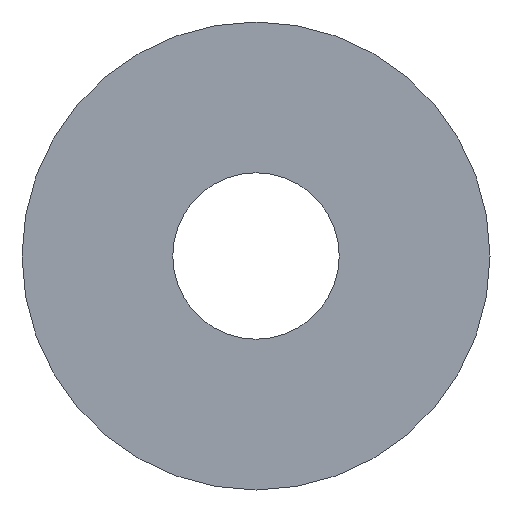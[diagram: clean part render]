
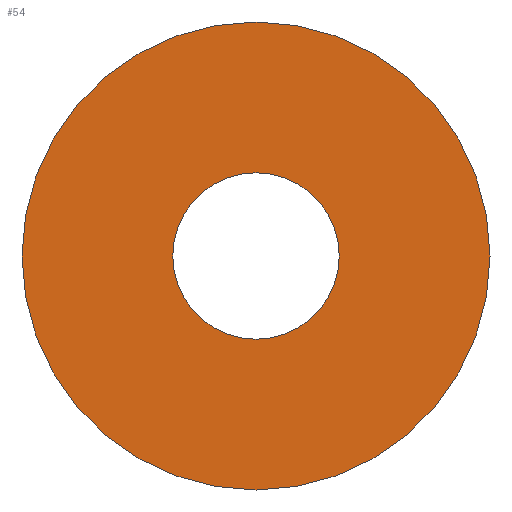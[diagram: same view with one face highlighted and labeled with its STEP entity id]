
A CAD part, left-side view. The second image highlights one B-rep face of the part: STEP entity #54.
In plain terms, the highlighted planar face has unit normal (-1, 0, 0).
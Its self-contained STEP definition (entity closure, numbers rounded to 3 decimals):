
#2 = CARTESIAN_POINT ( 'NONE',  ( 0., 0., -3.2 ) ) ;
#4 = EDGE_LOOP ( 'NONE', ( #89, #20 ) ) ;
#8 = CARTESIAN_POINT ( 'NONE',  ( 0., 0., 0. ) ) ;
#16 = EDGE_CURVE ( 'NONE', #149, #56, #79, .T. ) ;
#20 = ORIENTED_EDGE ( 'NONE', *, *, #129, .T. ) ;
#22 = AXIS2_PLACEMENT_3D ( 'NONE', #8, #188, #116 ) ;
#31 = DIRECTION ( 'NONE',  ( 0., 0., 1. ) ) ;
#34 = PLANE ( 'NONE',  #146 ) ;
#35 = FACE_OUTER_BOUND ( 'NONE', #4, .T. ) ;
#37 = CARTESIAN_POINT ( 'NONE',  ( 0., 0., 0. ) ) ;
#54 = ADVANCED_FACE ( 'NONE', ( #94, #35 ), #34, .T. ) ;
#56 = VERTEX_POINT ( 'NONE', #179 ) ;
#59 = CIRCLE ( 'NONE', #102, 3.2 ) ;
#65 = AXIS2_PLACEMENT_3D ( 'NONE', #166, #70, #186 ) ;
#68 = AXIS2_PLACEMENT_3D ( 'NONE', #138, #86, #194 ) ;
#70 = DIRECTION ( 'NONE',  ( -1., 0., 0. ) ) ;
#79 = CIRCLE ( 'NONE', #22, 9. ) ;
#84 = ORIENTED_EDGE ( 'NONE', *, *, #145, .T. ) ;
#86 = DIRECTION ( 'NONE',  ( 1., 0., 0. ) ) ;
#89 = ORIENTED_EDGE ( 'NONE', *, *, #16, .T. ) ;
#90 = DIRECTION ( 'NONE',  ( 1., 0., 0. ) ) ;
#94 = FACE_BOUND ( 'NONE', #165, .T. ) ;
#101 = CARTESIAN_POINT ( 'NONE',  ( 0., 0., 0. ) ) ;
#102 = AXIS2_PLACEMENT_3D ( 'NONE', #101, #90, #198 ) ;
#116 = DIRECTION ( 'NONE',  ( 0., 0., -1. ) ) ;
#120 = CIRCLE ( 'NONE', #68, 3.2 ) ;
#125 = ORIENTED_EDGE ( 'NONE', *, *, #211, .T. ) ;
#129 = EDGE_CURVE ( 'NONE', #56, #149, #193, .T. ) ;
#138 = CARTESIAN_POINT ( 'NONE',  ( 0., 0., 0. ) ) ;
#145 = EDGE_CURVE ( 'NONE', #154, #208, #120, .T. ) ;
#146 = AXIS2_PLACEMENT_3D ( 'NONE', #37, #171, #31 ) ;
#149 = VERTEX_POINT ( 'NONE', #184 ) ;
#154 = VERTEX_POINT ( 'NONE', #2 ) ;
#165 = EDGE_LOOP ( 'NONE', ( #84, #125 ) ) ;
#166 = CARTESIAN_POINT ( 'NONE',  ( 0., 0., 0. ) ) ;
#171 = DIRECTION ( 'NONE',  ( -1., 0., 0. ) ) ;
#179 = CARTESIAN_POINT ( 'NONE',  ( 0., 0., 9. ) ) ;
#184 = CARTESIAN_POINT ( 'NONE',  ( 0., 0., -9. ) ) ;
#186 = DIRECTION ( 'NONE',  ( 0., 0., -1. ) ) ;
#188 = DIRECTION ( 'NONE',  ( -1., 0., 0. ) ) ;
#190 = CARTESIAN_POINT ( 'NONE',  ( 0., 0., 3.2 ) ) ;
#193 = CIRCLE ( 'NONE', #65, 9. ) ;
#194 = DIRECTION ( 'NONE',  ( 0., 0., -1. ) ) ;
#198 = DIRECTION ( 'NONE',  ( 0., 0., -1. ) ) ;
#208 = VERTEX_POINT ( 'NONE', #190 ) ;
#211 = EDGE_CURVE ( 'NONE', #208, #154, #59, .T. ) ;
